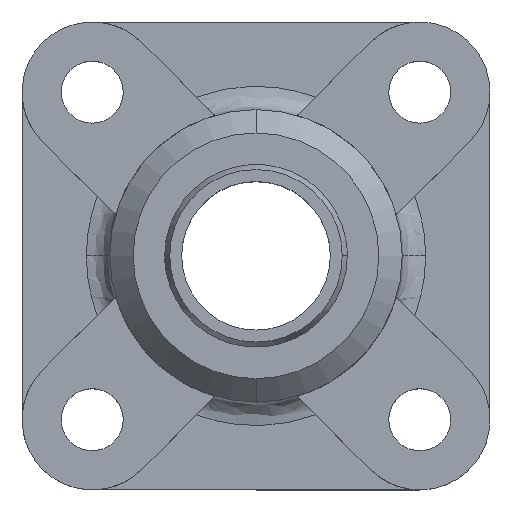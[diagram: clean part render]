
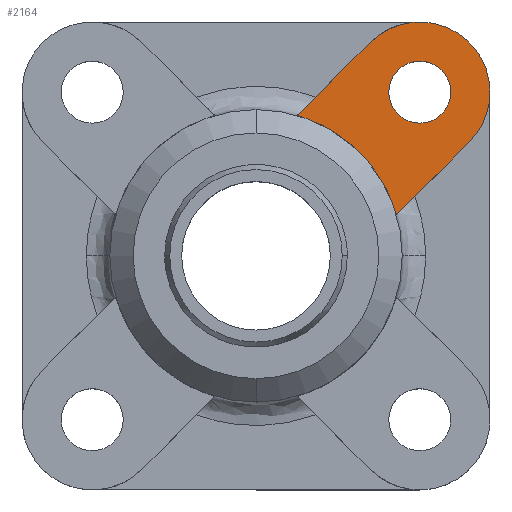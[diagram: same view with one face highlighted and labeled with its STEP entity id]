
A CAD part, top view. The second image highlights one B-rep face of the part: STEP entity #2164.
In plain terms, the highlighted planar face has unit normal (0, 0, 1).
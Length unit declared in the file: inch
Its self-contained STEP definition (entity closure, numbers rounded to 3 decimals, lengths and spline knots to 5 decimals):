
#33 = EDGE_LOOP ( 'NONE', ( #888, #878 ) ) ;
#104 = CARTESIAN_POINT ( 'NONE',  ( 0.55118, 0.55118, 0.27559 ) ) ;
#124 = ORIENTED_EDGE ( 'NONE', *, *, #3765, .F. ) ;
#157 = CIRCLE ( 'NONE', #3385, 0.23622 ) ;
#163 = EDGE_CURVE ( 'NONE', #1983, #1334, #1577, .T. ) ;
#220 = DIRECTION ( 'NONE',  ( -1., 0., 0. ) ) ;
#374 = EDGE_CURVE ( 'NONE', #1983, #4056, #3092, .T. ) ;
#448 = DIRECTION ( 'NONE',  ( 0., 0., -1. ) ) ;
#483 = VECTOR ( 'NONE', #1070, 39.37008 ) ;
#490 = VERTEX_POINT ( 'NONE', #547 ) ;
#495 = CIRCLE ( 'NONE', #3493, 0.10433 ) ;
#547 = CARTESIAN_POINT ( 'NONE',  ( 0.65551, 0.55118, 0.27559 ) ) ;
#563 = AXIS2_PLACEMENT_3D ( 'NONE', #1778, #3994, #1736 ) ;
#597 = AXIS2_PLACEMENT_3D ( 'NONE', #1324, #694, #2948 ) ;
#632 = AXIS2_PLACEMENT_3D ( 'NONE', #3959, #1772, #220 ) ;
#694 = DIRECTION ( 'NONE',  ( 0., 0., -1. ) ) ;
#760 = CIRCLE ( 'NONE', #990, 0.23622 ) ;
#764 = FACE_OUTER_BOUND ( 'NONE', #3155, .T. ) ;
#777 = DIRECTION ( 'NONE',  ( -0.707, -0.707, 0. ) ) ;
#839 = CARTESIAN_POINT ( 'NONE',  ( 0.55118, 0.55118, 0.27559 ) ) ;
#878 = ORIENTED_EDGE ( 'NONE', *, *, #3261, .T. ) ;
#884 = VERTEX_POINT ( 'NONE', #3673 ) ;
#888 = ORIENTED_EDGE ( 'NONE', *, *, #2709, .T. ) ;
#990 = AXIS2_PLACEMENT_3D ( 'NONE', #104, #448, #3884 ) ;
#1070 = DIRECTION ( 'NONE',  ( 0.707, 0.707, 0. ) ) ;
#1125 = CARTESIAN_POINT ( 'NONE',  ( 0.38415, 0.71821, 0.27559 ) ) ;
#1153 = CARTESIAN_POINT ( 'NONE',  ( 0.44685, 0.55118, 0.27559 ) ) ;
#1168 = DIRECTION ( 'NONE',  ( 1., 0., 0. ) ) ;
#1204 = EDGE_CURVE ( 'NONE', #3199, #4056, #2732, .T. ) ;
#1324 = CARTESIAN_POINT ( 'NONE',  ( 0.55118, 0.55118, 0.27559 ) ) ;
#1334 = VERTEX_POINT ( 'NONE', #1125 ) ;
#1455 = PLANE ( 'NONE',  #563 ) ;
#1473 = ORIENTED_EDGE ( 'NONE', *, *, #1204, .F. ) ;
#1577 = LINE ( 'NONE', #3168, #483 ) ;
#1579 = VERTEX_POINT ( 'NONE', #1153 ) ;
#1689 = ORIENTED_EDGE ( 'NONE', *, *, #163, .F. ) ;
#1736 = DIRECTION ( 'NONE',  ( -1., 0., 0. ) ) ;
#1772 = DIRECTION ( 'NONE',  ( 0., 0., -1. ) ) ;
#1778 = CARTESIAN_POINT ( 'NONE',  ( 0., 0., 0.27559 ) ) ;
#1983 = VERTEX_POINT ( 'NONE', #2312 ) ;
#2011 = ORIENTED_EDGE ( 'NONE', *, *, #374, .T. ) ;
#2164 = ADVANCED_FACE ( 'NONE', ( #764, #2851 ), #1455, .F. ) ;
#2199 = CARTESIAN_POINT ( 'NONE',  ( 0.71821, 0.38415, 0.27559 ) ) ;
#2312 = CARTESIAN_POINT ( 'NONE',  ( 0.13874, 0.47281, 0.27559 ) ) ;
#2325 = DIRECTION ( 'NONE',  ( 0., 0., -1. ) ) ;
#2332 = CARTESIAN_POINT ( 'NONE',  ( 0.16703, -0.16703, 0.27559 ) ) ;
#2578 = VECTOR ( 'NONE', #777, 39.37008 ) ;
#2709 = EDGE_CURVE ( 'NONE', #490, #1579, #495, .T. ) ;
#2732 = LINE ( 'NONE', #2332, #2578 ) ;
#2851 = FACE_BOUND ( 'NONE', #33, .T. ) ;
#2948 = DIRECTION ( 'NONE',  ( 1., 0., 0. ) ) ;
#3071 = DIRECTION ( 'NONE',  ( 0., 0., -1. ) ) ;
#3092 = CIRCLE ( 'NONE', #632, 0.49274 ) ;
#3155 = EDGE_LOOP ( 'NONE', ( #1473, #124, #3494, #1689, #2011 ) ) ;
#3168 = CARTESIAN_POINT ( 'NONE',  ( 0.13874, 0.47281, 0.27559 ) ) ;
#3199 = VERTEX_POINT ( 'NONE', #2199 ) ;
#3261 = EDGE_CURVE ( 'NONE', #1579, #490, #3367, .T. ) ;
#3268 = DIRECTION ( 'NONE',  ( 1., 0., 0. ) ) ;
#3367 = CIRCLE ( 'NONE', #597, 0.10433 ) ;
#3385 = AXIS2_PLACEMENT_3D ( 'NONE', #839, #3071, #1168 ) ;
#3493 = AXIS2_PLACEMENT_3D ( 'NONE', #3575, #2325, #3268 ) ;
#3494 = ORIENTED_EDGE ( 'NONE', *, *, #3895, .F. ) ;
#3575 = CARTESIAN_POINT ( 'NONE',  ( 0.55118, 0.55118, 0.27559 ) ) ;
#3673 = CARTESIAN_POINT ( 'NONE',  ( 0.7874, 0.55118, 0.27559 ) ) ;
#3765 = EDGE_CURVE ( 'NONE', #884, #3199, #760, .T. ) ;
#3884 = DIRECTION ( 'NONE',  ( 1., 0., 0. ) ) ;
#3895 = EDGE_CURVE ( 'NONE', #1334, #884, #157, .T. ) ;
#3959 = CARTESIAN_POINT ( 'NONE',  ( 0., 0., 0.27559 ) ) ;
#3994 = DIRECTION ( 'NONE',  ( 0., 0., -1. ) ) ;
#4056 = VERTEX_POINT ( 'NONE', #4076 ) ;
#4076 = CARTESIAN_POINT ( 'NONE',  ( 0.47281, 0.13874, 0.27559 ) ) ;
